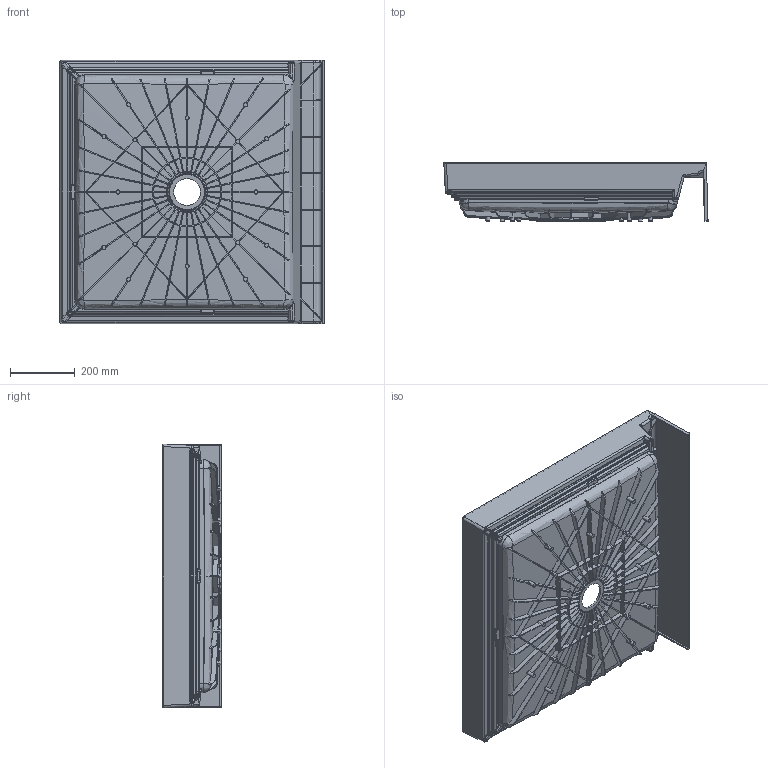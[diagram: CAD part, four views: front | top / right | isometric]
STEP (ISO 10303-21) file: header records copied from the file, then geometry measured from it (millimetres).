
FILE_DESCRIPTION (( 'STEP AP203' ), '1' );
FILE_NAME ('VP3232CPANNS.STEP', '2023-05-22T18:24:32', ( '' ), ( '' ), 'SwSTEP 2.0', 'SolidWorks 2020', '' );
FILE_SCHEMA (( 'CONFIG_CONTROL_DESIGN' ));
Products named in the file (1): VP3232CPANNS
Bounding box: 814.33 x 178.82 x 812.86 mm (x, y, z)
Volume: 4792570.5 mm3; surface area: 2624126.4 mm2
Topology: 1 solids, 1 shells, 1844 faces, 4941 edges, 3048 vertices
Faces by surface type: plane 658, bspline 471, cylinder 371, cone 215, torus 102, sphere 27
Entity records: 72601 total; most frequent: CARTESIAN_POINT 34602, ORIENTED_EDGE 9744, DIRECTION 5748, EDGE_CURVE 4872, VERTEX_POINT 3048, AXIS2_PLACEMENT_3D 2299, B_SPLINE_CURVE_WITH_KNOTS 2035, EDGE_LOOP 1864
